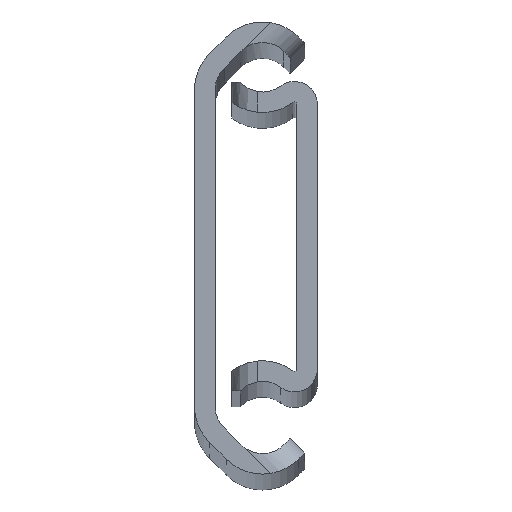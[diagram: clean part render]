
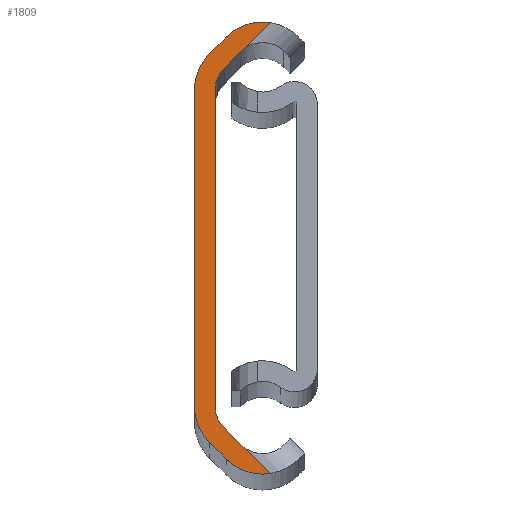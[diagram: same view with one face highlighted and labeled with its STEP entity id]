
A CAD part, top view. The second image highlights one B-rep face of the part: STEP entity #1809.
In plain terms, the highlighted planar face has unit normal (0, 0, 1).
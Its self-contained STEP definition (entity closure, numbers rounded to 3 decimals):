
#30 = ORIENTED_EDGE ( 'NONE', *, *, #1732, .T. ) ;
#54 = ORIENTED_EDGE ( 'NONE', *, *, #1025, .T. ) ;
#66 = CIRCLE ( 'NONE', #2916, 3.98 ) ;
#154 = EDGE_CURVE ( 'NONE', #4646, #1537, #1151, .T. ) ;
#155 = VERTEX_POINT ( 'NONE', #4725 ) ;
#198 = DIRECTION ( 'NONE',  ( 0.707, 0.707, 0. ) ) ;
#212 = CARTESIAN_POINT ( 'NONE',  ( 4., 12.342, 0. ) ) ;
#231 = VERTEX_POINT ( 'NONE', #4018 ) ;
#267 = LINE ( 'NONE', #3851, #292 ) ;
#292 = VECTOR ( 'NONE', #4245, 1000. ) ;
#354 = CARTESIAN_POINT ( 'NONE',  ( 0., -12.342, 0. ) ) ;
#401 = CARTESIAN_POINT ( 'NONE',  ( 1.6, 12.342, 0. ) ) ;
#414 = AXIS2_PLACEMENT_3D ( 'NONE', #212, #1061, #595 ) ;
#439 = CARTESIAN_POINT ( 'NONE',  ( 2.303, -14.039, 0. ) ) ;
#468 = AXIS2_PLACEMENT_3D ( 'NONE', #3567, #3593, #4608 ) ;
#527 = EDGE_CURVE ( 'NONE', #4028, #155, #66, .T. ) ;
#544 = CIRCLE ( 'NONE', #468, 3.98 ) ;
#559 = CARTESIAN_POINT ( 'NONE',  ( 2.303, 14.039, 0. ) ) ;
#590 = DIRECTION ( 'NONE',  ( 0., 0., 1. ) ) ;
#595 = DIRECTION ( 'NONE',  ( 1., 0., 0. ) ) ;
#597 = CARTESIAN_POINT ( 'NONE',  ( 2.303, -14.039, 0. ) ) ;
#623 = CARTESIAN_POINT ( 'NONE',  ( 4.061, 15.702, 0. ) ) ;
#634 = VERTEX_POINT ( 'NONE', #401 ) ;
#659 = ORIENTED_EDGE ( 'NONE', *, *, #3454, .T. ) ;
#745 = ORIENTED_EDGE ( 'NONE', *, *, #827, .T. ) ;
#774 = VERTEX_POINT ( 'NONE', #3143 ) ;
#785 = AXIS2_PLACEMENT_3D ( 'NONE', #2650, #4002, #4067 ) ;
#827 = EDGE_CURVE ( 'NONE', #774, #4028, #267, .T. ) ;
#860 = DIRECTION ( 'NONE',  ( 1., 0., 0. ) ) ;
#880 = LINE ( 'NONE', #2019, #1554 ) ;
#929 = DIRECTION ( 'NONE',  ( 0., 0., -1. ) ) ;
#947 = DIRECTION ( 'NONE',  ( 1., 0., 0. ) ) ;
#948 = CARTESIAN_POINT ( 'NONE',  ( 1.6, 0., 0. ) ) ;
#953 = AXIS2_PLACEMENT_3D ( 'NONE', #1745, #929, #2436 ) ;
#1025 = EDGE_CURVE ( 'NONE', #155, #1456, #2024, .T. ) ;
#1061 = DIRECTION ( 'NONE',  ( 0., 0., -1. ) ) ;
#1062 = ORIENTED_EDGE ( 'NONE', *, *, #4029, .T. ) ;
#1119 = CIRCLE ( 'NONE', #953, 2.38 ) ;
#1145 = CARTESIAN_POINT ( 'NONE',  ( 4.061, -15.702, 0. ) ) ;
#1151 = CIRCLE ( 'NONE', #1227, 2.4 ) ;
#1210 = CARTESIAN_POINT ( 'NONE',  ( 0., 0., 0. ) ) ;
#1227 = AXIS2_PLACEMENT_3D ( 'NONE', #3236, #2159, #3661 ) ;
#1232 = LINE ( 'NONE', #3730, #4678 ) ;
#1291 = EDGE_LOOP ( 'NONE', ( #1750, #54, #4664, #3390, #2479, #4328, #659, #4452, #3711, #1062, #1748, #3327, #30, #3337, #3749, #745 ) ) ;
#1383 = VECTOR ( 'NONE', #3408, 1000. ) ;
#1456 = VERTEX_POINT ( 'NONE', #1145 ) ;
#1530 = EDGE_CURVE ( 'NONE', #1633, #3131, #880, .T. ) ;
#1537 = VERTEX_POINT ( 'NONE', #2410 ) ;
#1554 = VECTOR ( 'NONE', #198, 1000. ) ;
#1564 = EDGE_CURVE ( 'NONE', #1456, #4010, #2843, .T. ) ;
#1622 = CIRCLE ( 'NONE', #3516, 4. ) ;
#1633 = VERTEX_POINT ( 'NONE', #559 ) ;
#1649 = VERTEX_POINT ( 'NONE', #3472 ) ;
#1666 = EDGE_CURVE ( 'NONE', #4331, #1649, #544, .T. ) ;
#1686 = CARTESIAN_POINT ( 'NONE',  ( 4., -12.342, 0. ) ) ;
#1732 = EDGE_CURVE ( 'NONE', #1768, #231, #1622, .T. ) ;
#1745 = CARTESIAN_POINT ( 'NONE',  ( 5.3, 13.67, 0. ) ) ;
#1748 = ORIENTED_EDGE ( 'NONE', *, *, #1666, .T. ) ;
#1750 = ORIENTED_EDGE ( 'NONE', *, *, #527, .T. ) ;
#1768 = VERTEX_POINT ( 'NONE', #2478 ) ;
#1809 = ADVANCED_FACE ( 'NONE', ( #1925 ), #3642, .T. ) ;
#1836 = LINE ( 'NONE', #2311, #2250 ) ;
#1901 = EDGE_CURVE ( 'NONE', #231, #2536, #2670, .T. ) ;
#1903 = DIRECTION ( 'NONE',  ( -0.707, 0.707, 0. ) ) ;
#1925 = FACE_OUTER_BOUND ( 'NONE', #1291, .T. ) ;
#2019 = CARTESIAN_POINT ( 'NONE',  ( 2.303, 14.039, 0. ) ) ;
#2024 = LINE ( 'NONE', #2796, #1383 ) ;
#2073 = CARTESIAN_POINT ( 'NONE',  ( 5.3, -13.67, 0. ) ) ;
#2159 = DIRECTION ( 'NONE',  ( 0., 0., -1. ) ) ;
#2167 = DIRECTION ( 'NONE',  ( 0., 0., 1. ) ) ;
#2250 = VECTOR ( 'NONE', #3734, 1000. ) ;
#2309 = CARTESIAN_POINT ( 'NONE',  ( 2.486, -16.484, 0. ) ) ;
#2311 = CARTESIAN_POINT ( 'NONE',  ( 1.172, 15.17, 0. ) ) ;
#2410 = CARTESIAN_POINT ( 'NONE',  ( 1.6, -12.342, 0. ) ) ;
#2436 = DIRECTION ( 'NONE',  ( 1., 0., 0. ) ) ;
#2478 = CARTESIAN_POINT ( 'NONE',  ( 1.172, 15.17, 0. ) ) ;
#2479 = ORIENTED_EDGE ( 'NONE', *, *, #154, .T. ) ;
#2536 = VERTEX_POINT ( 'NONE', #354 ) ;
#2645 = VECTOR ( 'NONE', #1903, 1000. ) ;
#2650 = CARTESIAN_POINT ( 'NONE',  ( 4., -12.342, 0. ) ) ;
#2670 = LINE ( 'NONE', #1210, #4657 ) ;
#2692 = DIRECTION ( 'NONE',  ( 0.707, 0.707, 0. ) ) ;
#2699 = CARTESIAN_POINT ( 'NONE',  ( 5.3, -13.67, 0. ) ) ;
#2769 = DIRECTION ( 'NONE',  ( 0., 0., 1. ) ) ;
#2796 = CARTESIAN_POINT ( 'NONE',  ( 2.35, -13.991, 0. ) ) ;
#2811 = DIRECTION ( 'NONE',  ( 1., 0., 0. ) ) ;
#2843 = CIRCLE ( 'NONE', #3681, 2.38 ) ;
#2868 = CIRCLE ( 'NONE', #3097, 4. ) ;
#2912 = CARTESIAN_POINT ( 'NONE',  ( 3.617, 15.353, 0. ) ) ;
#2916 = AXIS2_PLACEMENT_3D ( 'NONE', #2073, #590, #3959 ) ;
#2932 = VERTEX_POINT ( 'NONE', #623 ) ;
#3030 = LINE ( 'NONE', #439, #2645 ) ;
#3097 = AXIS2_PLACEMENT_3D ( 'NONE', #1686, #2769, #860 ) ;
#3131 = VERTEX_POINT ( 'NONE', #2912 ) ;
#3143 = CARTESIAN_POINT ( 'NONE',  ( 1.172, -15.17, 0. ) ) ;
#3236 = CARTESIAN_POINT ( 'NONE',  ( 4., -12.342, 0. ) ) ;
#3327 = ORIENTED_EDGE ( 'NONE', *, *, #4406, .T. ) ;
#3337 = ORIENTED_EDGE ( 'NONE', *, *, #1901, .T. ) ;
#3390 = ORIENTED_EDGE ( 'NONE', *, *, #4439, .T. ) ;
#3408 = DIRECTION ( 'NONE',  ( -0.707, 0.707, 0. ) ) ;
#3423 = DIRECTION ( 'NONE',  ( 0., 0., -1. ) ) ;
#3454 = EDGE_CURVE ( 'NONE', #634, #1633, #4073, .T. ) ;
#3472 = CARTESIAN_POINT ( 'NONE',  ( 2.486, 16.484, 0. ) ) ;
#3516 = AXIS2_PLACEMENT_3D ( 'NONE', #3975, #2167, #2811 ) ;
#3547 = CARTESIAN_POINT ( 'NONE',  ( 5.955, 17.596, 0. ) ) ;
#3567 = CARTESIAN_POINT ( 'NONE',  ( 5.3, 13.67, 0. ) ) ;
#3593 = DIRECTION ( 'NONE',  ( 0., 0., 1. ) ) ;
#3642 = PLANE ( 'NONE',  #785 ) ;
#3661 = DIRECTION ( 'NONE',  ( 1., 0., 0. ) ) ;
#3681 = AXIS2_PLACEMENT_3D ( 'NONE', #2699, #3423, #947 ) ;
#3711 = ORIENTED_EDGE ( 'NONE', *, *, #3884, .T. ) ;
#3730 = CARTESIAN_POINT ( 'NONE',  ( -9.991, 1.65, 0. ) ) ;
#3734 = DIRECTION ( 'NONE',  ( -0.707, -0.707, 0. ) ) ;
#3749 = ORIENTED_EDGE ( 'NONE', *, *, #4096, .T. ) ;
#3851 = CARTESIAN_POINT ( 'NONE',  ( 1.172, -15.17, 0. ) ) ;
#3884 = EDGE_CURVE ( 'NONE', #3131, #2932, #1119, .T. ) ;
#3959 = DIRECTION ( 'NONE',  ( 1., 0., 0. ) ) ;
#3975 = CARTESIAN_POINT ( 'NONE',  ( 4., 12.342, 0. ) ) ;
#4002 = DIRECTION ( 'NONE',  ( 0., 0., 1. ) ) ;
#4010 = VERTEX_POINT ( 'NONE', #4508 ) ;
#4018 = CARTESIAN_POINT ( 'NONE',  ( 0., 12.342, 0. ) ) ;
#4028 = VERTEX_POINT ( 'NONE', #2309 ) ;
#4029 = EDGE_CURVE ( 'NONE', #2932, #4331, #1232, .T. ) ;
#4067 = DIRECTION ( 'NONE',  ( 1., 0., 0. ) ) ;
#4073 = CIRCLE ( 'NONE', #414, 2.4 ) ;
#4096 = EDGE_CURVE ( 'NONE', #2536, #774, #2868, .T. ) ;
#4171 = EDGE_CURVE ( 'NONE', #1537, #634, #4561, .T. ) ;
#4245 = DIRECTION ( 'NONE',  ( 0.707, -0.707, 0. ) ) ;
#4328 = ORIENTED_EDGE ( 'NONE', *, *, #4171, .T. ) ;
#4331 = VERTEX_POINT ( 'NONE', #3547 ) ;
#4373 = VECTOR ( 'NONE', #4586, 1000. ) ;
#4406 = EDGE_CURVE ( 'NONE', #1649, #1768, #1836, .T. ) ;
#4439 = EDGE_CURVE ( 'NONE', #4010, #4646, #3030, .T. ) ;
#4452 = ORIENTED_EDGE ( 'NONE', *, *, #1530, .T. ) ;
#4466 = DIRECTION ( 'NONE',  ( 0., -1., 0. ) ) ;
#4508 = CARTESIAN_POINT ( 'NONE',  ( 3.617, -15.353, 0. ) ) ;
#4561 = LINE ( 'NONE', #948, #4373 ) ;
#4586 = DIRECTION ( 'NONE',  ( 0., 1., 0. ) ) ;
#4608 = DIRECTION ( 'NONE',  ( 1., 0., 0. ) ) ;
#4646 = VERTEX_POINT ( 'NONE', #597 ) ;
#4657 = VECTOR ( 'NONE', #4466, 1000. ) ;
#4664 = ORIENTED_EDGE ( 'NONE', *, *, #1564, .T. ) ;
#4678 = VECTOR ( 'NONE', #2692, 1000. ) ;
#4725 = CARTESIAN_POINT ( 'NONE',  ( 5.955, -17.596, 0. ) ) ;
